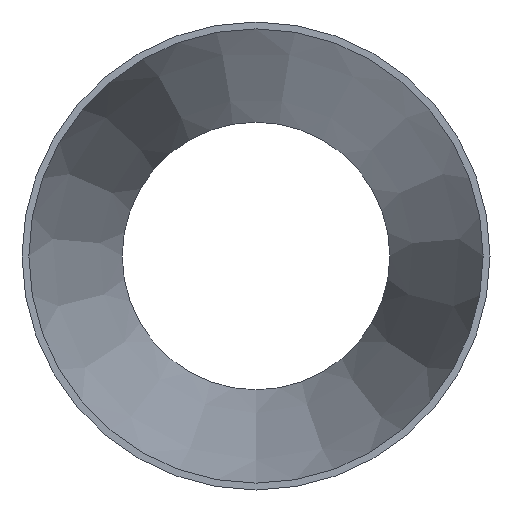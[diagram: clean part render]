
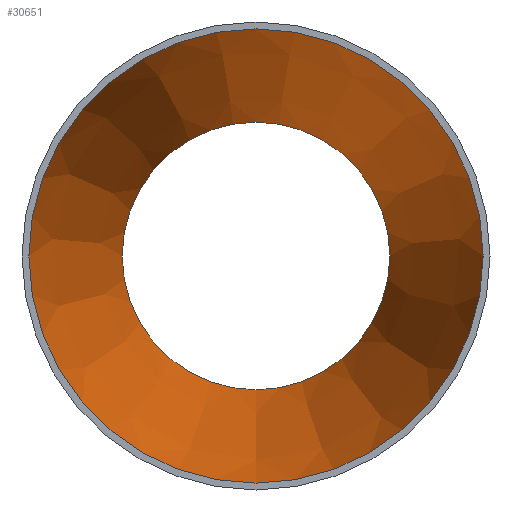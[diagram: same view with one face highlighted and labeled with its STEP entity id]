
A CAD part, front view. The second image highlights one B-rep face of the part: STEP entity #30651.
In plain terms, the highlighted conical face has half-angle 12.369 degrees and reference radius 67.802 mm.
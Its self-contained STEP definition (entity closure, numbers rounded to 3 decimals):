
#1702 = AXIS2_PLACEMENT_3D ( 'NONE', #29159, #19862, #22392 ) ;
#1815 = CIRCLE ( 'NONE', #23452, 39.952 ) ;
#2010 = ORIENTED_EDGE ( 'NONE', *, *, #15373, .T. ) ;
#4346 = DIRECTION ( 'NONE',  ( 0., 0., -1. ) ) ;
#4504 = CARTESIAN_POINT ( 'NONE',  ( 0., 127., 0. ) ) ;
#5476 = CONICAL_SURFACE ( 'NONE', #22076, 67.802, 0.216 ) ;
#6918 = EDGE_LOOP ( 'NONE', ( #10048 ) ) ;
#8307 = DIRECTION ( 'NONE',  ( 0., -1., 0. ) ) ;
#9276 = CIRCLE ( 'NONE', #1702, 67.802 ) ;
#9937 = CARTESIAN_POINT ( 'NONE',  ( 0., 127., -39.952 ) ) ;
#10048 = ORIENTED_EDGE ( 'NONE', *, *, #10808, .F. ) ;
#10808 = EDGE_CURVE ( 'NONE', #24278, #24278, #1815, .T. ) ;
#11296 = FACE_OUTER_BOUND ( 'NONE', #15216, .T. ) ;
#13048 = DIRECTION ( 'NONE',  ( 0., 0., -1. ) ) ;
#14393 = VERTEX_POINT ( 'NONE', #22223 ) ;
#15216 = EDGE_LOOP ( 'NONE', ( #2010 ) ) ;
#15373 = EDGE_CURVE ( 'NONE', #14393, #14393, #9276, .T. ) ;
#19862 = DIRECTION ( 'NONE',  ( 0., -1., 0. ) ) ;
#21183 = DIRECTION ( 'NONE',  ( 0., -1., 0. ) ) ;
#22076 = AXIS2_PLACEMENT_3D ( 'NONE', #23262, #8307, #13048 ) ;
#22223 = CARTESIAN_POINT ( 'NONE',  ( 0., 0., -67.802 ) ) ;
#22392 = DIRECTION ( 'NONE',  ( 0., 0., -1. ) ) ;
#23262 = CARTESIAN_POINT ( 'NONE',  ( 0., 0., 0. ) ) ;
#23452 = AXIS2_PLACEMENT_3D ( 'NONE', #4504, #21183, #4346 ) ;
#24278 = VERTEX_POINT ( 'NONE', #9937 ) ;
#27976 = FACE_BOUND ( 'NONE', #6918, .T. ) ;
#29159 = CARTESIAN_POINT ( 'NONE',  ( 0., 0., 0. ) ) ;
#30651 = ADVANCED_FACE ( 'NONE', ( #27976, #11296 ), #5476, .F. ) ;
